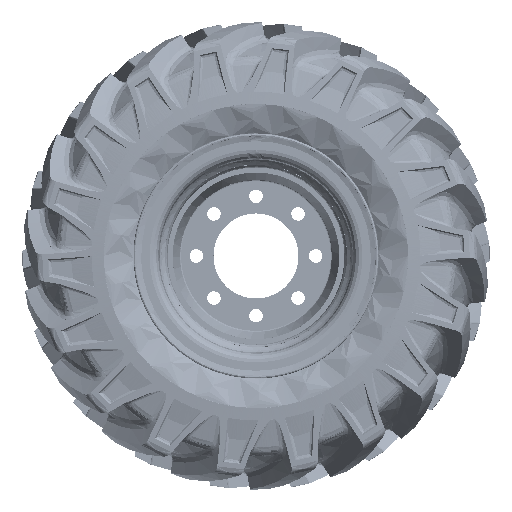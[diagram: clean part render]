
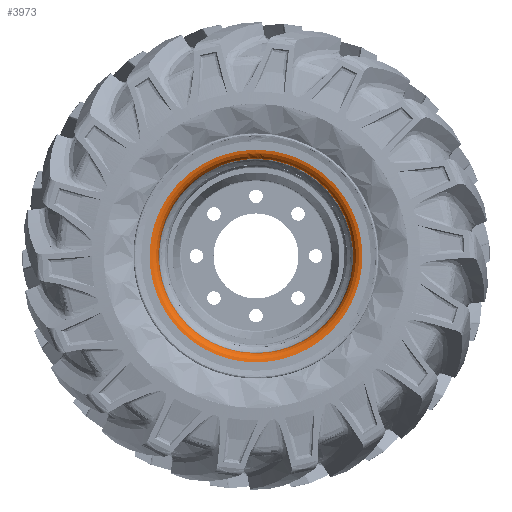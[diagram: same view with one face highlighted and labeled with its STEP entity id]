
A CAD part, left-side view. The second image highlights one B-rep face of the part: STEP entity #3973.
In plain terms, the highlighted free-form (B-spline) face has degree [2, 2] with [7, 3] control points.
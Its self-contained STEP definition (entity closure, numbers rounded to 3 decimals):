
#3973 = ADVANCED_FACE('',(#3974),#4011,.T.);
#3974 = FACE_BOUND('',#3975,.T.);
#3975 = EDGE_LOOP('',(#3976,#3988,#4000,#4010));
#3976 = ORIENTED_EDGE('',*,*,#3977,.T.);
#3977 = EDGE_CURVE('',#3978,#3978,#3980,.T.);
#3978 = VERTEX_POINT('',#3979);
#3979 = CARTESIAN_POINT('',(-72.705,0.,108.84));
#3980 = ( BOUNDED_CURVE() B_SPLINE_CURVE(2,(#3981,#3982,#3983,#3984,
#3985,#3986,#3987),.UNSPECIFIED.,.T.,.F.) B_SPLINE_CURVE_WITH_KNOTS((1,2
    ,2,2,2,1),(-2.094,0.,2.094,4.189,
6.283,8.378),.UNSPECIFIED.) CURVE() 
GEOMETRIC_REPRESENTATION_ITEM() RATIONAL_B_SPLINE_CURVE((1.,0.5,1.,0.5,
1.,0.5,1.)) REPRESENTATION_ITEM('') );
#3981 = CARTESIAN_POINT('',(-72.705,0.,108.84));
#3982 = CARTESIAN_POINT('',(-72.705,188.516,
    108.84));
#3983 = CARTESIAN_POINT('',(-72.705,94.258,
    -54.42));
#3984 = CARTESIAN_POINT('',(-72.705,0.,
    -217.68));
#3985 = CARTESIAN_POINT('',(-72.705,-94.258,
    -54.42));
#3986 = CARTESIAN_POINT('',(-72.705,-188.516,
    108.84));
#3987 = CARTESIAN_POINT('',(-72.705,0.,108.84));
#3988 = ORIENTED_EDGE('',*,*,#3989,.F.);
#3989 = EDGE_CURVE('',#3990,#3978,#3992,.T.);
#3990 = VERTEX_POINT('',#3991);
#3991 = CARTESIAN_POINT('',(-63.127,0.,99.262));
#3992 = ( BOUNDED_CURVE() B_SPLINE_CURVE(6,(#3993,#3994,#3995,#3996,
#3997,#3998,#3999),.UNSPECIFIED.,.F.,.F.) B_SPLINE_CURVE_WITH_KNOTS((7,7
),(0.,1.571),.PIECEWISE_BEZIER_KNOTS.) CURVE() 
GEOMETRIC_REPRESENTATION_ITEM() RATIONAL_B_SPLINE_CURVE((1.031,
    1.01,0.998,0.994,0.998,
1.01,1.031)) REPRESENTATION_ITEM('') );
#3993 = CARTESIAN_POINT('',(-63.127,0.,
    99.262));
#3994 = CARTESIAN_POINT('',(-65.688,0.,
    99.262));
#3995 = CARTESIAN_POINT('',(-68.181,0.,
    100.076));
#3996 = CARTESIAN_POINT('',(-70.329,0.,
    101.638));
#3997 = CARTESIAN_POINT('',(-71.891,0.,
    103.786));
#3998 = CARTESIAN_POINT('',(-72.705,0.,
    106.279));
#3999 = CARTESIAN_POINT('',(-72.705,0.,
    108.84));
#4000 = ORIENTED_EDGE('',*,*,#4001,.T.);
#4001 = EDGE_CURVE('',#3990,#3990,#4002,.T.);
#4002 = ( BOUNDED_CURVE() B_SPLINE_CURVE(2,(#4003,#4004,#4005,#4006,
#4007,#4008,#4009),.UNSPECIFIED.,.T.,.F.) B_SPLINE_CURVE_WITH_KNOTS((1,2
    ,2,2,2,1),(-2.094,0.,2.094,4.189,
6.283,8.378),.UNSPECIFIED.) CURVE() 
GEOMETRIC_REPRESENTATION_ITEM() RATIONAL_B_SPLINE_CURVE((1.,0.5,1.,0.5,
1.,0.5,1.)) REPRESENTATION_ITEM('') );
#4003 = CARTESIAN_POINT('',(-63.127,0.,99.262));
#4004 = CARTESIAN_POINT('',(-63.127,-171.927,
    99.262));
#4005 = CARTESIAN_POINT('',(-63.127,-85.963,
    -49.631));
#4006 = CARTESIAN_POINT('',(-63.127,0.,
    -198.524));
#4007 = CARTESIAN_POINT('',(-63.127,85.963,
    -49.631));
#4008 = CARTESIAN_POINT('',(-63.127,171.927,
    99.262));
#4009 = CARTESIAN_POINT('',(-63.127,0.,99.262));
#4010 = ORIENTED_EDGE('',*,*,#3989,.T.);
#4011 = ( BOUNDED_SURFACE() B_SPLINE_SURFACE(2,2,(
    (#4012,#4013,#4014)
    ,(#4015,#4016,#4017)
    ,(#4018,#4019,#4020)
    ,(#4021,#4022,#4023)
    ,(#4024,#4025,#4026)
    ,(#4027,#4028,#4029)
    ,(#4030,#4031,#4032
)),.UNSPECIFIED.,.T.,.F.,.F.) B_SPLINE_SURFACE_WITH_KNOTS((3,2,2,3),(3,3
    ),(0.,2.094,4.189,6.283),(
    0.,1.571),.PIECEWISE_BEZIER_KNOTS.) 
GEOMETRIC_REPRESENTATION_ITEM() RATIONAL_B_SPLINE_SURFACE((
    (1.,0.707,1.)
    ,(0.5,0.354,0.5)
    ,(1.,0.707,1.)
    ,(0.5,0.354,0.5)
    ,(1.,0.707,1.)
    ,(0.5,0.354,0.5)
,(1.,0.707,1.))) REPRESENTATION_ITEM('') SURFACE() );
#4012 = CARTESIAN_POINT('',(-63.127,0.,
    99.262));
#4013 = CARTESIAN_POINT('',(-72.705,0.,
    99.262));
#4014 = CARTESIAN_POINT('',(-72.705,0.,
    108.84));
#4015 = CARTESIAN_POINT('',(-63.127,-171.927,
    99.262));
#4016 = CARTESIAN_POINT('',(-72.705,-171.927,
    99.262));
#4017 = CARTESIAN_POINT('',(-72.705,-188.516,
    108.84));
#4018 = CARTESIAN_POINT('',(-63.127,-85.963,
    -49.631));
#4019 = CARTESIAN_POINT('',(-72.705,-85.963,
    -49.631));
#4020 = CARTESIAN_POINT('',(-72.705,-94.258,
    -54.42));
#4021 = CARTESIAN_POINT('',(-63.127,0.,
    -198.524));
#4022 = CARTESIAN_POINT('',(-72.705,0.,
    -198.524));
#4023 = CARTESIAN_POINT('',(-72.705,0.,
    -217.68));
#4024 = CARTESIAN_POINT('',(-63.127,85.963,
    -49.631));
#4025 = CARTESIAN_POINT('',(-72.705,85.963,
    -49.631));
#4026 = CARTESIAN_POINT('',(-72.705,94.258,
    -54.42));
#4027 = CARTESIAN_POINT('',(-63.127,171.927,
    99.262));
#4028 = CARTESIAN_POINT('',(-72.705,171.927,
    99.262));
#4029 = CARTESIAN_POINT('',(-72.705,188.516,
    108.84));
#4030 = CARTESIAN_POINT('',(-63.127,0.,
    99.262));
#4031 = CARTESIAN_POINT('',(-72.705,0.,
    99.262));
#4032 = CARTESIAN_POINT('',(-72.705,0.,
    108.84));
